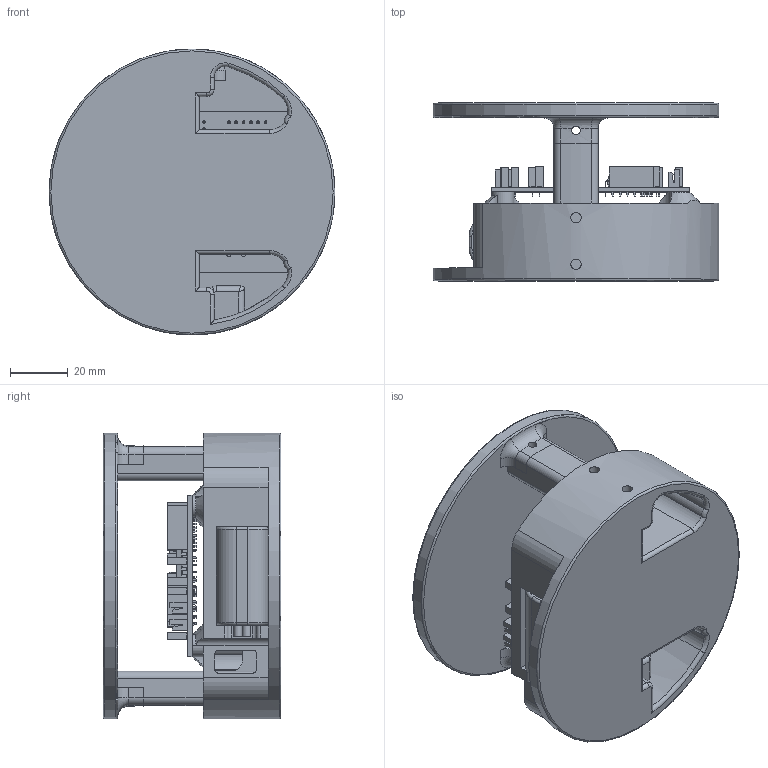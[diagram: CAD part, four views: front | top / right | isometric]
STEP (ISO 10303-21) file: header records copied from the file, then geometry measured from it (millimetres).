
FILE_DESCRIPTION(/* description */ ('','CAx-IF Rec.Pracs.---Representation and Presentation of Product Manufacturing Information (PMI)---4.0---2014-10-13'),/* implementation_level */ '2;1');
FILE_NAME(/* name */ 'circuit_attachment.step',/* time_stamp */ '2024-12-07T21:46:39-05:00',/* author */ (''),/* organization */ (''),/* preprocessor_version */ 'ST-DEVELOPER v20',/* originating_system */ 'Autodesk Translation Framework v13.20.0.188',/* authorisation */ '');
FILE_SCHEMA (('AP242_MANAGED_MODEL_BASED_3D_ENGINEERING_MIM_LF { 1 0 10303 442 1 1 4 }'));
Length unit declared in the file: inch
Products named in the file (41): Circuit Attachment Point 2.0; TVC 7 Circuit Board 1; PinSocket_1x02_P2.54mm_Vertical; PinSocket_1x01_P2.54mm_Vertical; PinSocket_1x02_P2.54mm_Vertical_1; PinSocket_1x03_P2.54mm_Vertical; PinSocket_1x06_P2.54mm_Vertical; PinSocket_1x03_P2.54mm_Vertical_1; PinSocket_1x01_P2.54mm_Vertical_1; PinSocket_1x02_P2.54mm_Vertical_2; PinSocket_1x04_P2.54mm_Vertical; PinSocket_1x04_P254mm_Vertical; DIP-28_W7.62mm; DIP-28_W7.62mm_1; PinSocket_1x02_P2.54mm_Vertical_3; PinSocket_1x03_P2.54mm_Vertical_2; PinSocket_1x03_P254mm_Vertical; PinSocket_1x01_P2.54mm_Vertical_2; PinSocket_1x01_P2.54mm_Vertical_3; PinSocket_1x02_P2.54mm_Vertical_4; PinSocket_1x02_P254mm_Vertical; PinSocket_1x01_P2.54mm_Vertical_4; JST_EH_B3B-EH-A_1x03_P2.50mm_Vertical; PinSocket_1x06_P2.54mm_Vertical_1; JST_EH_B2B-EH-A_1x02_P2.50mm_Vertical; PinSocket_1x06_P2.54mm_Vertical_2; JST_EH_B3B-EH-A_1x03_P2.50mm_Vertical_1; JST_B3B_EH_A; PinSocket_1x01_P2.54mm_Vertical_5; JST_EH_B2B-EH-A_1x02_P2.50mm_Vertical_1; JST_B2B_EH_A; PinSocket_1x01_P2.54mm_Vertical_6; PinSocket_1x01_P2.54mm_Vertical_7; PinSocket_1x01_P254mm_Vertical; PinSocket_1x06_P2.54mm_Vertical_3; PinSocket_1x06_P2.54mm_Vertical_4; PinSocket_1x06_P254mm_Vertical; TVC 7 Circuit Board PCB; Battery v2; Cover ...
Assembly tree (59 placements, depth 4):
  Circuit Attachment Point 2.0
    TVC 7 Circuit Board 1
      PinSocket_1x02_P2.54mm_Vertical
        PinSocket_1x02_P254mm_Vertical
      PinSocket_1x01_P2.54mm_Vertical
        PinSocket_1x01_P254mm_Vertical
      PinSocket_1x02_P2.54mm_Vertical_1
        PinSocket_1x02_P254mm_Vertical
      PinSocket_1x03_P2.54mm_Vertical
        PinSocket_1x03_P254mm_Vertical
      PinSocket_1x06_P2.54mm_Vertical
        PinSocket_1x06_P254mm_Vertical
      PinSocket_1x03_P2.54mm_Vertical_1
        PinSocket_1x03_P254mm_Vertical
      PinSocket_1x01_P2.54mm_Vertical_1
        PinSocket_1x01_P254mm_Vertical
      PinSocket_1x02_P2.54mm_Vertical_2
        PinSocket_1x02_P254mm_Vertical
      PinSocket_1x04_P2.54mm_Vertical
        PinSocket_1x04_P254mm_Vertical
      DIP-28_W7.62mm
        DIP-28_W7.62mm_1
      PinSocket_1x02_P2.54mm_Vertical_3
        PinSocket_1x02_P254mm_Vertical
      PinSocket_1x03_P2.54mm_Vertical_2
        PinSocket_1x03_P254mm_Vertical
      PinSocket_1x01_P2.54mm_Vertical_2
        PinSocket_1x01_P254mm_Vertical
      PinSocket_1x01_P2.54mm_Vertical_3
        PinSocket_1x01_P254mm_Vertical
      PinSocket_1x02_P2.54mm_Vertical_4
        PinSocket_1x02_P254mm_Vertical
      PinSocket_1x01_P2.54mm_Vertical_4
        PinSocket_1x01_P254mm_Vertical
      JST_EH_B3B-EH-A_1x03_P2.50mm_Vertical
        JST_B3B_EH_A
      PinSocket_1x06_P2.54mm_Vertical_1
        PinSocket_1x06_P254mm_Vertical
      JST_EH_B2B-EH-A_1x02_P2.50mm_Vertical
        JST_B2B_EH_A
      PinSocket_1x06_P2.54mm_Vertical_2
        PinSocket_1x06_P254mm_Vertical
      JST_EH_B3B-EH-A_1x03_P2.50mm_Vertical_1
        JST_B3B_EH_A
      PinSocket_1x01_P2.54mm_Vertical_5
        PinSocket_1x01_P254mm_Vertical
      JST_EH_B2B-EH-A_1x02_P2.50mm_Vertical_1
        JST_B2B_EH_A
      PinSocket_1x01_P2.54mm_Vertical_6
        PinSocket_1x01_P254mm_Vertical
      PinSocket_1x01_P2.54mm_Vertical_7
        PinSocket_1x01_P254mm_Vertical
      PinSocket_1x06_P2.54mm_Vertical_3
        PinSocket_1x06_P254mm_Vertical
      PinSocket_1x06_P2.54mm_Vertical_4
        PinSocket_1x06_P254mm_Vertical
      TVC 7 Circuit Board PCB
    Battery v2
    Cover
    Holder
Bounding box: 99 x 61.59 x 99 mm (x, y, z)
Volume: 200228.9 mm3; surface area: 84018 mm2
Topology: 33 solids, 33 shells, 3314 faces, 8662 edges, 5615 vertices
Faces by surface type: plane 3010, cylinder 263, torus 25, bspline 12, cone 4
Full cylindrical faces by diameter (mm): 0.8 x28, 0.95 x6, 1 x65, 1.52 x2, 2.85 x2, 3 x2, 3.556 x2, 3.6 x7, 4.5 x3, 7.466 x1, 7.645 x1, 7.657 x1, 99 x2
Entity records: 51296 total; most frequent: CARTESIAN_POINT 9377, ORIENTED_EDGE 8314, DIRECTION 7986, EDGE_CURVE 4157, LINE 3522, VECTOR 3522, VERTEX_POINT 2683, AXIS2_PLACEMENT_3D 2232
